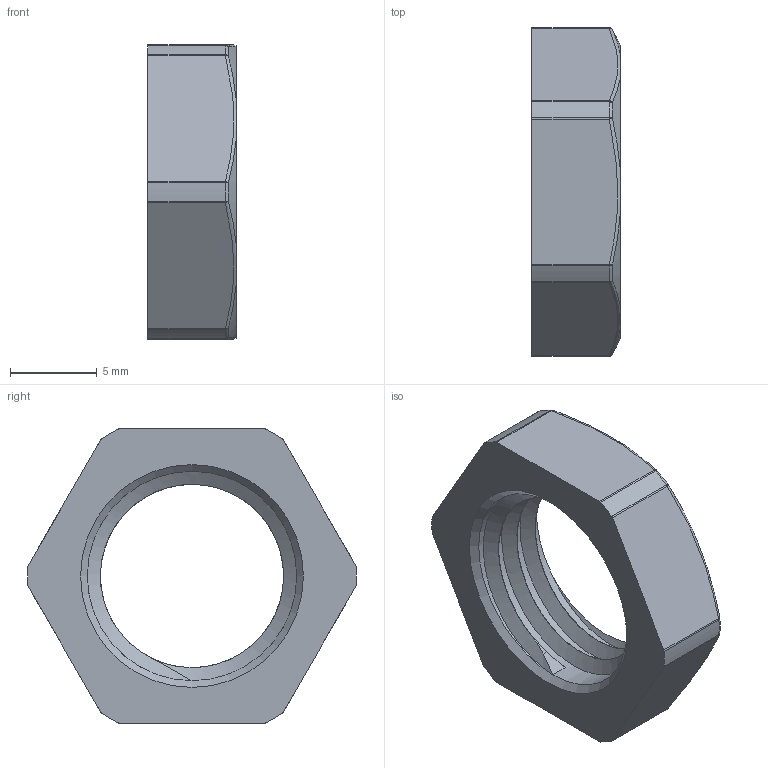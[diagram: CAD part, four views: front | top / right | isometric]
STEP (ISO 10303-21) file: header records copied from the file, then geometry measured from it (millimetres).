
FILE_DESCRIPTION(/* description */ ('Gegenmutter M 12x1,5'),/* implementation_level */ '2;1');
FILE_NAME(/* name */ '13006512-RST.stp',/* time_stamp */ '2022-02-08T11:38:50+01:00',/* author */ ('sl'),/* organization */ (''),/* preprocessor_version */ 'ST-DEVELOPER v16.5',/* originating_system */ 'Autodesk Inventor 2017',/* authorisation */ '');
FILE_SCHEMA (('AUTOMOTIVE_DESIGN { 1 0 10303 214 3 1 1 }'));
Length unit declared in the file: millimetre
Products named in the file (1): 13006512
Bounding box: 5.1 x 19 x 17 mm (x, y, z)
Volume: 715.7 mm3; surface area: 822.6 mm2
Topology: 1 solids, 1 shells, 63 faces, 145 edges, 84 vertices
Faces by surface type: cylinder 21, sphere 12, plane 9, bspline 8, cone 7, torus 6
Entity records: 2629 total; most frequent: CARTESIAN_POINT 1220, DIRECTION 297, ORIENTED_EDGE 286, EDGE_CURVE 143, AXIS2_PLACEMENT_3D 132, VERTEX_POINT 83, CIRCLE 76, EDGE_LOOP 66
